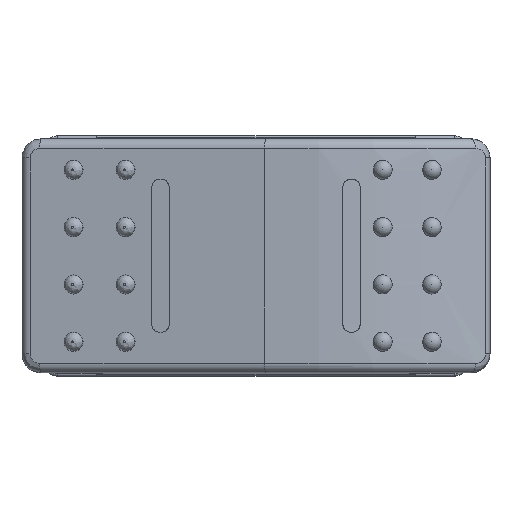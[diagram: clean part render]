
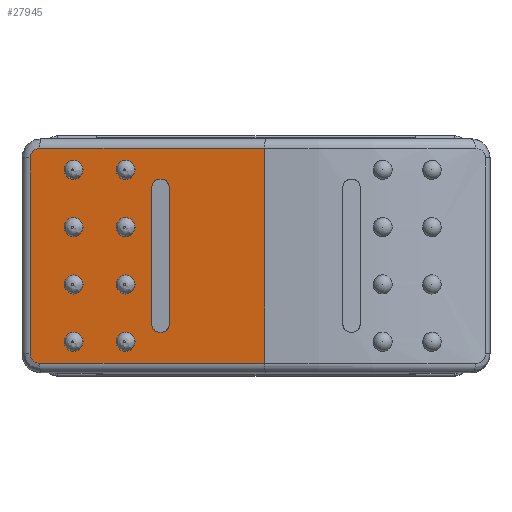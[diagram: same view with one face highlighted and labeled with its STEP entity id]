
A CAD part, top view. The second image highlights one B-rep face of the part: STEP entity #27945.
In plain terms, the highlighted planar face has unit normal (-0.141, 0, 0.99).
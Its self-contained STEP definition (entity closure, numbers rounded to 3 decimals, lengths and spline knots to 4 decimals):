
#1059=ELLIPSE('',#29563,0.101,0.1);
#1060=ELLIPSE('',#29564,0.101,0.1);
#1061=ELLIPSE('',#29565,0.0808,0.08);
#1062=ELLIPSE('',#29566,0.0808,0.08);
#1063=ELLIPSE('',#29567,0.0808,0.08);
#1064=ELLIPSE('',#29568,0.0808,0.08);
#1376=FACE_BOUND('',#4337,.T.);
#1377=FACE_BOUND('',#4338,.T.);
#1378=FACE_BOUND('',#4339,.T.);
#1379=FACE_BOUND('',#4340,.T.);
#1380=FACE_BOUND('',#4341,.T.);
#1381=FACE_BOUND('',#4342,.T.);
#1382=FACE_BOUND('',#4343,.T.);
#1383=FACE_BOUND('',#4344,.T.);
#1384=FACE_BOUND('',#4345,.T.);
#1867=PLANE('',#29562);
#2742=FACE_OUTER_BOUND('',#4336,.T.);
#4336=EDGE_LOOP('',(#19344,#19345,#19346,#19347,#19348,#19349));
#4337=EDGE_LOOP('',(#19350,#19351,#19352,#19353,#19354,#19355,#19356,#19357));
#4338=EDGE_LOOP('',(#19358));
#4339=EDGE_LOOP('',(#19359));
#4340=EDGE_LOOP('',(#19360));
#4341=EDGE_LOOP('',(#19361));
#4342=EDGE_LOOP('',(#19362));
#4343=EDGE_LOOP('',(#19363));
#4344=EDGE_LOOP('',(#19364));
#4345=EDGE_LOOP('',(#19365));
#6077=CIRCLE('',#29569,0.1);
#6078=CIRCLE('',#29570,0.1);
#6079=CIRCLE('',#29571,0.1);
#6080=CIRCLE('',#29572,0.1);
#6081=CIRCLE('',#29573,0.1);
#6082=CIRCLE('',#29574,0.1);
#6083=CIRCLE('',#29575,0.1);
#6084=CIRCLE('',#29576,0.1);
#6619=LINE('',#38693,#9410);
#6620=LINE('',#38695,#9411);
#6621=LINE('',#38697,#9412);
#6622=LINE('',#38700,#9413);
#6623=LINE('',#38703,#9414);
#6624=LINE('',#38707,#9415);
#6625=LINE('',#38711,#9416);
#6626=LINE('',#38715,#9417);
#9410=VECTOR('',#31696,1.);
#9411=VECTOR('',#31697,1.);
#9412=VECTOR('',#31698,1.);
#9413=VECTOR('',#31701,1.);
#9414=VECTOR('',#31702,1.);
#9415=VECTOR('',#31705,1.);
#9416=VECTOR('',#31708,1.);
#9417=VECTOR('',#31711,1.);
#12205=VERTEX_POINT('',#38689);
#12206=VERTEX_POINT('',#38690);
#12207=VERTEX_POINT('',#38692);
#12208=VERTEX_POINT('',#38694);
#12209=VERTEX_POINT('',#38696);
#12210=VERTEX_POINT('',#38698);
#12211=VERTEX_POINT('',#38701);
#12212=VERTEX_POINT('',#38702);
#12213=VERTEX_POINT('',#38704);
#12214=VERTEX_POINT('',#38706);
#12215=VERTEX_POINT('',#38708);
#12216=VERTEX_POINT('',#38710);
#12217=VERTEX_POINT('',#38712);
#12218=VERTEX_POINT('',#38714);
#12219=VERTEX_POINT('',#38717);
#12220=VERTEX_POINT('',#38719);
#12221=VERTEX_POINT('',#38721);
#12222=VERTEX_POINT('',#38723);
#12223=VERTEX_POINT('',#38725);
#12224=VERTEX_POINT('',#38727);
#12225=VERTEX_POINT('',#38729);
#12226=VERTEX_POINT('',#38731);
#15023=EDGE_CURVE('',#12205,#12206,#1059,.T.);
#15024=EDGE_CURVE('',#12207,#12205,#6619,.T.);
#15025=EDGE_CURVE('',#12208,#12207,#6620,.T.);
#15026=EDGE_CURVE('',#12209,#12208,#6621,.T.);
#15027=EDGE_CURVE('',#12210,#12209,#1060,.T.);
#15028=EDGE_CURVE('',#12206,#12210,#6622,.T.);
#15029=EDGE_CURVE('',#12211,#12212,#6623,.T.);
#15030=EDGE_CURVE('',#12212,#12213,#1061,.T.);
#15031=EDGE_CURVE('',#12213,#12214,#6624,.T.);
#15032=EDGE_CURVE('',#12214,#12215,#1062,.T.);
#15033=EDGE_CURVE('',#12215,#12216,#6625,.T.);
#15034=EDGE_CURVE('',#12216,#12217,#1063,.T.);
#15035=EDGE_CURVE('',#12217,#12218,#6626,.T.);
#15036=EDGE_CURVE('',#12218,#12211,#1064,.T.);
#15037=EDGE_CURVE('',#12219,#12219,#6077,.T.);
#15038=EDGE_CURVE('',#12220,#12220,#6078,.T.);
#15039=EDGE_CURVE('',#12221,#12221,#6079,.T.);
#15040=EDGE_CURVE('',#12222,#12222,#6080,.T.);
#15041=EDGE_CURVE('',#12223,#12223,#6081,.T.);
#15042=EDGE_CURVE('',#12224,#12224,#6082,.T.);
#15043=EDGE_CURVE('',#12225,#12225,#6083,.T.);
#15044=EDGE_CURVE('',#12226,#12226,#6084,.T.);
#19344=ORIENTED_EDGE('',*,*,#15023,.F.);
#19345=ORIENTED_EDGE('',*,*,#15024,.F.);
#19346=ORIENTED_EDGE('',*,*,#15025,.F.);
#19347=ORIENTED_EDGE('',*,*,#15026,.F.);
#19348=ORIENTED_EDGE('',*,*,#15027,.F.);
#19349=ORIENTED_EDGE('',*,*,#15028,.F.);
#19350=ORIENTED_EDGE('',*,*,#15029,.T.);
#19351=ORIENTED_EDGE('',*,*,#15030,.T.);
#19352=ORIENTED_EDGE('',*,*,#15031,.T.);
#19353=ORIENTED_EDGE('',*,*,#15032,.T.);
#19354=ORIENTED_EDGE('',*,*,#15033,.T.);
#19355=ORIENTED_EDGE('',*,*,#15034,.T.);
#19356=ORIENTED_EDGE('',*,*,#15035,.T.);
#19357=ORIENTED_EDGE('',*,*,#15036,.T.);
#19358=ORIENTED_EDGE('',*,*,#15037,.T.);
#19359=ORIENTED_EDGE('',*,*,#15038,.T.);
#19360=ORIENTED_EDGE('',*,*,#15039,.T.);
#19361=ORIENTED_EDGE('',*,*,#15040,.T.);
#19362=ORIENTED_EDGE('',*,*,#15041,.T.);
#19363=ORIENTED_EDGE('',*,*,#15042,.T.);
#19364=ORIENTED_EDGE('',*,*,#15043,.T.);
#19365=ORIENTED_EDGE('',*,*,#15044,.T.);
#27945=ADVANCED_FACE('',(#2742,#1376,#1377,#1378,#1379,#1380,#1381,#1382,
#1383,#1384),#1867,.T.);
#29562=AXIS2_PLACEMENT_3D('',#38688,#31692,#31693);
#29563=AXIS2_PLACEMENT_3D('',#38691,#31694,#31695);
#29564=AXIS2_PLACEMENT_3D('',#38699,#31699,#31700);
#29565=AXIS2_PLACEMENT_3D('',#38705,#31703,#31704);
#29566=AXIS2_PLACEMENT_3D('',#38709,#31706,#31707);
#29567=AXIS2_PLACEMENT_3D('',#38713,#31709,#31710);
#29568=AXIS2_PLACEMENT_3D('',#38716,#31712,#31713);
#29569=AXIS2_PLACEMENT_3D('',#38718,#31714,#31715);
#29570=AXIS2_PLACEMENT_3D('',#38720,#31716,#31717);
#29571=AXIS2_PLACEMENT_3D('',#38722,#31718,#31719);
#29572=AXIS2_PLACEMENT_3D('',#38724,#31720,#31721);
#29573=AXIS2_PLACEMENT_3D('',#38726,#31722,#31723);
#29574=AXIS2_PLACEMENT_3D('',#38728,#31724,#31725);
#29575=AXIS2_PLACEMENT_3D('',#38730,#31726,#31727);
#29576=AXIS2_PLACEMENT_3D('',#38732,#31728,#31729);
#31692=DIRECTION('center_axis',(-0.141,0.,
0.99));
#31693=DIRECTION('ref_axis',(0.,-1.,0.));
#31694=DIRECTION('center_axis',(0.141,0.,
-0.99));
#31695=DIRECTION('ref_axis',(-0.99,0.,-0.141));
#31696=DIRECTION('',(-0.99,0.,-0.141));
#31697=DIRECTION('',(0.,-1.,0.));
#31698=DIRECTION('',(0.99,0.,0.141));
#31699=DIRECTION('center_axis',(0.141,0.,
-0.99));
#31700=DIRECTION('ref_axis',(-0.99,0.,-0.141));
#31701=DIRECTION('',(0.,1.,0.));
#31702=DIRECTION('',(0.,1.,0.));
#31703=DIRECTION('center_axis',(0.141,0.,
-0.99));
#31704=DIRECTION('ref_axis',(0.99,0.,0.141));
#31705=DIRECTION('',(0.99,0.,0.141));
#31706=DIRECTION('center_axis',(0.141,0.,
-0.99));
#31707=DIRECTION('ref_axis',(0.99,0.,0.141));
#31708=DIRECTION('',(0.,-1.,0.));
#31709=DIRECTION('center_axis',(0.141,0.,
-0.99));
#31710=DIRECTION('ref_axis',(-0.99,0.,-0.141));
#31711=DIRECTION('',(-0.99,0.,-0.141));
#31712=DIRECTION('center_axis',(0.141,0.,
-0.99));
#31713=DIRECTION('ref_axis',(-0.99,0.,-0.141));
#31714=DIRECTION('center_axis',(0.141,0.,
-0.99));
#31715=DIRECTION('ref_axis',(-0.99,0.,-0.141));
#31716=DIRECTION('center_axis',(0.141,0.,
-0.99));
#31717=DIRECTION('ref_axis',(-0.99,0.,-0.141));
#31718=DIRECTION('center_axis',(0.141,0.,
-0.99));
#31719=DIRECTION('ref_axis',(-0.99,0.,-0.141));
#31720=DIRECTION('center_axis',(0.141,0.,
-0.99));
#31721=DIRECTION('ref_axis',(-0.99,0.,-0.141));
#31722=DIRECTION('center_axis',(0.141,0.,
-0.99));
#31723=DIRECTION('ref_axis',(-0.99,0.,-0.141));
#31724=DIRECTION('center_axis',(0.141,0.,
-0.99));
#31725=DIRECTION('ref_axis',(-0.99,0.,-0.141));
#31726=DIRECTION('center_axis',(0.141,0.,
-0.99));
#31727=DIRECTION('ref_axis',(-0.99,0.,-0.141));
#31728=DIRECTION('center_axis',(0.141,0.,
-0.99));
#31729=DIRECTION('ref_axis',(-0.99,0.,-0.141));
#38688=CARTESIAN_POINT('Origin',(-2.45,0.,3.81));
#38689=CARTESIAN_POINT('',(-2.2641,-1.125,3.8366));
#38690=CARTESIAN_POINT('',(-2.3641,-1.025,3.8223));
#38691=CARTESIAN_POINT('Origin',(-2.2641,-1.025,3.8366));
#38692=CARTESIAN_POINT('',(0.0903,-1.125,4.1729));
#38693=CARTESIAN_POINT('',(-1.2697,-1.125,3.9786));
#38694=CARTESIAN_POINT('',(0.0903,1.125,4.1729));
#38695=CARTESIAN_POINT('',(0.0903,0.,4.1729));
#38696=CARTESIAN_POINT('',(-2.2641,1.125,3.8366));
#38697=CARTESIAN_POINT('',(-1.2697,1.125,3.9786));
#38698=CARTESIAN_POINT('',(-2.3641,1.025,3.8223));
#38699=CARTESIAN_POINT('Origin',(-2.2641,1.025,3.8366));
#38700=CARTESIAN_POINT('',(-2.3641,0.,3.8223));
#38701=CARTESIAN_POINT('',(-1.09,-0.72,4.0043));
#38702=CARTESIAN_POINT('',(-1.09,0.72,4.0043));
#38703=CARTESIAN_POINT('',(-1.09,0.36,4.0043));
#38704=CARTESIAN_POINT('',(-1.01,0.8,4.0157));
#38705=CARTESIAN_POINT('Origin',(-1.01,0.72,4.0157));
#38706=CARTESIAN_POINT('',(-0.99,0.8,4.0186));
#38707=CARTESIAN_POINT('',(-1.3136,0.8,3.9723));
#38708=CARTESIAN_POINT('',(-0.91,0.72,4.03));
#38709=CARTESIAN_POINT('Origin',(-0.99,0.72,4.0186));
#38710=CARTESIAN_POINT('',(-0.91,-0.72,4.03));
#38711=CARTESIAN_POINT('',(-0.91,-0.36,4.03));
#38712=CARTESIAN_POINT('',(-0.99,-0.8,4.0186));
#38713=CARTESIAN_POINT('Origin',(-0.99,-0.72,4.0186));
#38714=CARTESIAN_POINT('',(-1.01,-0.8,4.0157));
#38715=CARTESIAN_POINT('',(-1.3234,-0.8,3.9709));
#38716=CARTESIAN_POINT('Origin',(-1.01,-0.72,4.0157));
#38717=CARTESIAN_POINT('',(-1.2658,-0.9,3.9792));
#38718=CARTESIAN_POINT('Origin',(-1.3648,-0.9,3.965));
#38719=CARTESIAN_POINT('',(-1.2658,0.3,3.9792));
#38720=CARTESIAN_POINT('Origin',(-1.3648,0.3,3.965));
#38721=CARTESIAN_POINT('',(-1.2658,0.9,3.9792));
#38722=CARTESIAN_POINT('Origin',(-1.3648,0.9,3.965));
#38723=CARTESIAN_POINT('',(-1.8102,0.9,3.9014));
#38724=CARTESIAN_POINT('Origin',(-1.9092,0.9,3.8873));
#38725=CARTESIAN_POINT('',(-1.8102,0.3,3.9014));
#38726=CARTESIAN_POINT('Origin',(-1.9092,0.3,3.8873));
#38727=CARTESIAN_POINT('',(-1.8102,-0.3,3.9014));
#38728=CARTESIAN_POINT('Origin',(-1.9092,-0.3,3.8873));
#38729=CARTESIAN_POINT('',(-1.2658,-0.3,3.9792));
#38730=CARTESIAN_POINT('Origin',(-1.3648,-0.3,3.965));
#38731=CARTESIAN_POINT('',(-1.8102,-0.9,3.9014));
#38732=CARTESIAN_POINT('Origin',(-1.9092,-0.9,3.8873));
